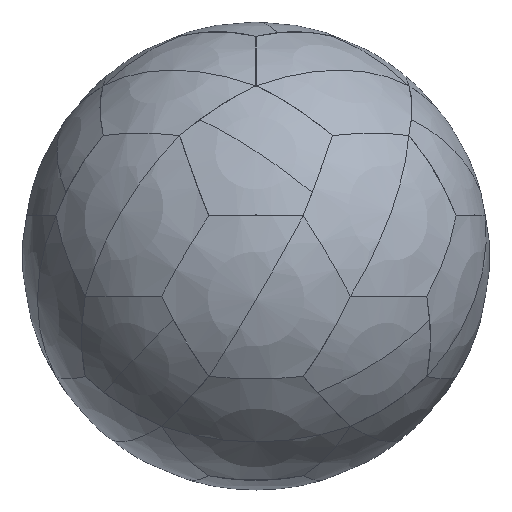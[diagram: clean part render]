
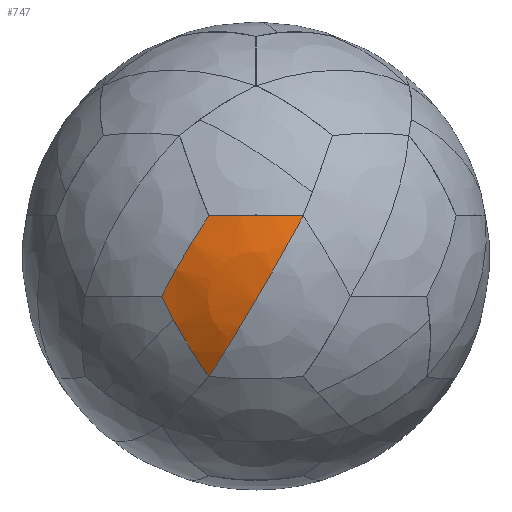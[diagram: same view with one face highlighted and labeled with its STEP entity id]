
A CAD part, front view. The second image highlights one B-rep face of the part: STEP entity #747.
In plain terms, the highlighted spherical face has radius 75 mm.
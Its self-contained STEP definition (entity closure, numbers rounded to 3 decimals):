
#598=CARTESIAN_POINT('',(0.,0.,79.355));
#599=DIRECTION('',(0.,-1.,0.));
#600=DIRECTION('',(-0.404,0.,-0.915));
#601=AXIS2_PLACEMENT_3D('',#598,#599,#600);
#603=CARTESIAN_POINT('',(0.,0.,79.355));
#604=DIRECTION('',(0.,1.,0.));
#605=DIRECTION('',(0.404,0.,-0.915));
#606=AXIS2_PLACEMENT_3D('',#603,#604,#605);
#626=CARTESIAN_POINT('',(0.,0.,79.355));
#627=DIRECTION('',(0.809,0.467,-0.357));
#628=DIRECTION('',(-0.202,-0.349,-0.915));
#629=AXIS2_PLACEMENT_3D('',#626,#627,#628);
#635=CARTESIAN_POINT('',(0.,0.,79.355));
#636=DIRECTION('',(-0.809,0.467,-0.357));
#637=DIRECTION('',(0.404,0.,-0.915));
#638=AXIS2_PLACEMENT_3D('',#635,#636,#637);
#644=CARTESIAN_POINT('',(0.,0.,79.355));
#645=DIRECTION('',(0.,0.934,-0.357));
#646=DIRECTION('',(0.202,-0.349,-0.915));
#647=AXIS2_PLACEMENT_3D('',#644,#645,#646);
#649=CARTESIAN_POINT('',(30.266,0.,
10.733));
#650=CARTESIAN_POINT('',(15.133,-26.211,10.733));
#651=VERTEX_POINT('',#649);
#652=VERTEX_POINT('',#650);
#657=CARTESIAN_POINT('',(-30.266,0.,
10.733));
#658=VERTEX_POINT('',#657);
#659=CARTESIAN_POINT('',(-15.133,-26.211,10.733));
#660=VERTEX_POINT('',#659);
#663=CARTESIAN_POINT('',(0.,0.,4.355));
#664=VERTEX_POINT('',#663);
#733=CARTESIAN_POINT('',(0.,0.,79.355));
#734=DIRECTION('',(0.,0.,1.));
#735=DIRECTION('',(-1.,0.,0.));
#736=AXIS2_PLACEMENT_3D('',#733,#734,#735);
#737=SPHERICAL_SURFACE('',#736,75.);
#739=ORIENTED_EDGE('',*,*,#738,.F.);
#740=ORIENTED_EDGE('',*,*,#691,.T.);
#741=ORIENTED_EDGE('',*,*,#689,.F.);
#742=ORIENTED_EDGE('',*,*,#725,.F.);
#744=ORIENTED_EDGE('',*,*,#743,.F.);
#745=EDGE_LOOP('',(#739,#740,#741,#742,#744));
#746=FACE_OUTER_BOUND('',#745,.F.);
#747=ADVANCED_FACE('',(#746),#737,.T.);
#602=CIRCLE('',#601,75.);
#607=CIRCLE('',#606,75.);
#630=CIRCLE('',#629,75.);
#639=CIRCLE('',#638,75.);
#648=CIRCLE('',#647,75.);
#689=EDGE_CURVE('',#658,#664,#602,.T.);
#691=EDGE_CURVE('',#651,#664,#607,.T.);
#725=EDGE_CURVE('',#660,#658,#630,.T.);
#738=EDGE_CURVE('',#651,#652,#639,.T.);
#743=EDGE_CURVE('',#652,#660,#648,.T.);
